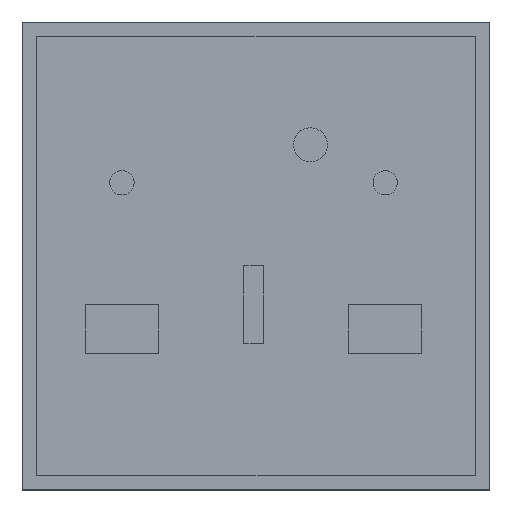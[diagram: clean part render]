
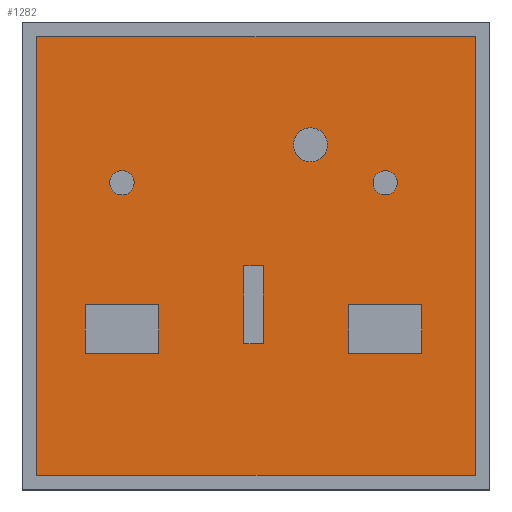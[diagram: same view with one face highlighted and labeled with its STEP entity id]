
A CAD part, top view. The second image highlights one B-rep face of the part: STEP entity #1282.
In plain terms, the highlighted planar face has unit normal (0, 0, 1).
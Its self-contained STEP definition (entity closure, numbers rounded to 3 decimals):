
#130=CARTESIAN_POINT('',(20.5,12.5,75.0));
#131=VERTEX_POINT('',#130);
#140=CARTESIAN_POINT('',(23.,15.,75.0));
#141=VERTEX_POINT('',#140);
#142=CARTESIAN_POINT('',(20.5,15.,75.0));
#143=DIRECTION('',(0.0,0.0,-1.0));
#144=DIRECTION('',(0.0,-1.0,0.0));
#145=AXIS2_PLACEMENT_3D('',#142,#143,#144);
#146=CIRCLE('',#145,2.5);
#147=EDGE_CURVE('',#141,#131,#146,.T.);
#149=CARTESIAN_POINT('',(20.5,17.5,75.0));
#150=VERTEX_POINT('',#149);
#151=CARTESIAN_POINT('',(20.5,15.,75.0));
#152=DIRECTION('',(0.0,0.0,-1.0));
#153=DIRECTION('',(0.0,-1.0,0.0));
#154=AXIS2_PLACEMENT_3D('',#151,#152,#153);
#155=CIRCLE('',#154,2.5);
#156=EDGE_CURVE('',#150,#141,#155,.T.);
#181=CARTESIAN_POINT('',(72.013,15.,75.0));
#182=VERTEX_POINT('',#181);
#191=CARTESIAN_POINT('',(74.513,12.5,75.0));
#192=VERTEX_POINT('',#191);
#193=CARTESIAN_POINT('',(74.513,15.,75.0));
#194=DIRECTION('',(0.0,0.0,-1.0));
#195=DIRECTION('',(-1.0,0.0,0.0));
#196=AXIS2_PLACEMENT_3D('',#193,#194,#195);
#197=CIRCLE('',#196,2.5);
#198=EDGE_CURVE('',#192,#182,#197,.T.);
#200=CARTESIAN_POINT('',(77.013,15.,75.0));
#201=VERTEX_POINT('',#200);
#202=CARTESIAN_POINT('',(74.513,15.,75.0));
#203=DIRECTION('',(0.0,0.0,-1.0));
#204=DIRECTION('',(-1.0,0.0,0.0));
#205=AXIS2_PLACEMENT_3D('',#202,#203,#204);
#206=CIRCLE('',#205,2.5);
#207=EDGE_CURVE('',#201,#192,#206,.T.);
#232=CARTESIAN_POINT('',(59.174,19.284,75.0));
#233=VERTEX_POINT('',#232);
#242=CARTESIAN_POINT('',(62.674,22.784,75.0));
#243=VERTEX_POINT('',#242);
#244=CARTESIAN_POINT('',(59.174,22.784,75.0));
#245=DIRECTION('',(0.0,0.0,-1.0));
#246=DIRECTION('',(0.0,-1.0,0.0));
#247=AXIS2_PLACEMENT_3D('',#244,#245,#246);
#248=CIRCLE('',#247,3.5);
#249=EDGE_CURVE('',#243,#233,#248,.T.);
#251=CARTESIAN_POINT('',(59.174,26.284,75.0));
#252=VERTEX_POINT('',#251);
#253=CARTESIAN_POINT('',(59.174,22.784,75.0));
#254=DIRECTION('',(0.0,0.0,-1.0));
#255=DIRECTION('',(0.0,-1.0,0.0));
#256=AXIS2_PLACEMENT_3D('',#253,#254,#255);
#257=CIRCLE('',#256,3.5);
#258=EDGE_CURVE('',#252,#243,#257,.T.);
#301=CARTESIAN_POINT('',(59.174,22.784,75.0));
#302=DIRECTION('',(0.0,0.0,-1.0));
#303=DIRECTION('',(0.0,-1.0,0.0));
#304=AXIS2_PLACEMENT_3D('',#301,#302,#303);
#305=CIRCLE('',#304,3.5);
#306=EDGE_CURVE('',#233,#252,#305,.T.);
#327=CARTESIAN_POINT('',(45.507,-2.,75.0));
#328=VERTEX_POINT('',#327);
#345=CARTESIAN_POINT('',(49.507,-2.,75.0));
#346=VERTEX_POINT('',#345);
#353=CARTESIAN_POINT('',(45.507,-2.,75.0));
#354=DIRECTION('',(1.0,0.0,0.0));
#355=VECTOR('',#354,4.0);
#356=LINE('',#353,#355);
#357=EDGE_CURVE('',#328,#346,#356,.T.);
#377=CARTESIAN_POINT('',(28.,-10.,75.0));
#378=VERTEX_POINT('',#377);
#385=CARTESIAN_POINT('',(13.,-10.,75.0));
#386=VERTEX_POINT('',#385);
#387=CARTESIAN_POINT('',(13.,-10.,75.0));
#388=DIRECTION('',(1.0,0.0,0.0));
#389=VECTOR('',#388,15.0);
#390=LINE('',#387,#389);
#391=EDGE_CURVE('',#386,#378,#390,.T.);
#416=CARTESIAN_POINT('',(13.,-20.,75.0));
#417=VERTEX_POINT('',#416);
#418=CARTESIAN_POINT('',(13.,-20.,75.0));
#419=DIRECTION('',(0.0,1.0,0.0));
#420=VECTOR('',#419,10.0);
#421=LINE('',#418,#420);
#422=EDGE_CURVE('',#417,#386,#421,.T.);
#447=CARTESIAN_POINT('',(28.,-20.,75.0));
#448=VERTEX_POINT('',#447);
#449=CARTESIAN_POINT('',(28.,-20.,75.0));
#450=DIRECTION('',(-1.0,0.0,0.0));
#451=VECTOR('',#450,15.0);
#452=LINE('',#449,#451);
#453=EDGE_CURVE('',#448,#417,#452,.T.);
#476=CARTESIAN_POINT('',(28.,-10.,75.0));
#477=DIRECTION('',(0.0,-1.0,0.0));
#478=VECTOR('',#477,10.0);
#479=LINE('',#476,#478);
#480=EDGE_CURVE('',#378,#448,#479,.T.);
#512=CARTESIAN_POINT('',(45.507,-18.,75.0));
#513=VERTEX_POINT('',#512);
#514=CARTESIAN_POINT('',(45.507,-18.,75.0));
#515=DIRECTION('',(0.0,1.0,0.0));
#516=VECTOR('',#515,16.0);
#517=LINE('',#514,#516);
#518=EDGE_CURVE('',#513,#328,#517,.T.);
#543=CARTESIAN_POINT('',(49.507,-18.,75.0));
#544=VERTEX_POINT('',#543);
#545=CARTESIAN_POINT('',(49.507,-18.,75.0));
#546=DIRECTION('',(-1.0,0.0,0.0));
#547=VECTOR('',#546,4.0);
#548=LINE('',#545,#547);
#549=EDGE_CURVE('',#544,#513,#548,.T.);
#572=CARTESIAN_POINT('',(49.507,-2.,75.0));
#573=DIRECTION('',(0.0,-1.0,0.0));
#574=VECTOR('',#573,16.0);
#575=LINE('',#572,#574);
#576=EDGE_CURVE('',#346,#544,#575,.T.);
#609=CARTESIAN_POINT('',(82.013,-20.,75.0));
#610=VERTEX_POINT('',#609);
#617=CARTESIAN_POINT('',(82.013,-10.,75.0));
#618=VERTEX_POINT('',#617);
#619=CARTESIAN_POINT('',(82.013,-10.,75.0));
#620=DIRECTION('',(0.0,-1.0,0.0));
#621=VECTOR('',#620,10.0);
#622=LINE('',#619,#621);
#623=EDGE_CURVE('',#618,#610,#622,.T.);
#648=CARTESIAN_POINT('',(67.013,-10.,75.0));
#649=VERTEX_POINT('',#648);
#650=CARTESIAN_POINT('',(67.013,-10.,75.0));
#651=DIRECTION('',(1.0,0.0,0.0));
#652=VECTOR('',#651,15.);
#653=LINE('',#650,#652);
#654=EDGE_CURVE('',#649,#618,#653,.T.);
#679=CARTESIAN_POINT('',(67.013,-20.,75.0));
#680=VERTEX_POINT('',#679);
#681=CARTESIAN_POINT('',(67.013,-20.,75.0));
#682=DIRECTION('',(0.0,1.0,0.0));
#683=VECTOR('',#682,10.0);
#684=LINE('',#681,#683);
#685=EDGE_CURVE('',#680,#649,#684,.T.);
#708=CARTESIAN_POINT('',(82.013,-20.,75.0));
#709=DIRECTION('',(-1.0,0.0,0.0));
#710=VECTOR('',#709,15.);
#711=LINE('',#708,#710);
#712=EDGE_CURVE('',#610,#680,#711,.T.);
#753=CARTESIAN_POINT('',(74.513,15.,75.0));
#754=DIRECTION('',(0.0,0.0,-1.0));
#755=DIRECTION('',(-1.0,0.0,0.0));
#756=AXIS2_PLACEMENT_3D('',#753,#754,#755);
#757=CIRCLE('',#756,2.5);
#758=EDGE_CURVE('',#182,#201,#757,.T.);
#797=CARTESIAN_POINT('',(20.5,15.,75.0));
#798=DIRECTION('',(0.0,0.0,-1.0));
#799=DIRECTION('',(0.0,-1.0,0.0));
#800=AXIS2_PLACEMENT_3D('',#797,#798,#799);
#801=CIRCLE('',#800,2.5);
#802=EDGE_CURVE('',#131,#150,#801,.T.);
#1147=CARTESIAN_POINT('',(93.,45.,75.0));
#1148=VERTEX_POINT('',#1147);
#1149=CARTESIAN_POINT('',(93.,-45.,75.0));
#1150=VERTEX_POINT('',#1149);
#1151=CARTESIAN_POINT('',(93.,45.,75.0));
#1152=DIRECTION('',(0.0,-1.0,0.0));
#1153=VECTOR('',#1152,90.);
#1154=LINE('',#1151,#1153);
#1155=EDGE_CURVE('',#1148,#1150,#1154,.T.);
#1178=CARTESIAN_POINT('',(3.,-45.,75.0));
#1179=VERTEX_POINT('',#1178);
#1180=CARTESIAN_POINT('',(93.,-45.,75.0));
#1181=DIRECTION('',(-1.0,0.0,0.0));
#1182=VECTOR('',#1181,90.);
#1183=LINE('',#1180,#1182);
#1184=EDGE_CURVE('',#1150,#1179,#1183,.T.);
#1202=CARTESIAN_POINT('',(3.,45.,75.0));
#1203=VERTEX_POINT('',#1202);
#1204=CARTESIAN_POINT('',(3.,-45.,75.0));
#1205=DIRECTION('',(0.0,1.0,0.0));
#1206=VECTOR('',#1205,90.);
#1207=LINE('',#1204,#1206);
#1208=EDGE_CURVE('',#1179,#1203,#1207,.T.);
#1226=CARTESIAN_POINT('',(3.,45.,75.0));
#1227=DIRECTION('',(1.0,0.0,0.0));
#1228=VECTOR('',#1227,90.);
#1229=LINE('',#1226,#1228);
#1230=EDGE_CURVE('',#1203,#1148,#1229,.T.);
#1238=CARTESIAN_POINT('',(48.,0.,75.0));
#1239=DIRECTION('',(0.0,0.0,1.0));
#1240=DIRECTION('',(1.0,0.0,0.0));
#1241=AXIS2_PLACEMENT_3D('',#1238,#1239,#1240);
#1242=PLANE('',#1241);
#1243=ORIENTED_EDGE('',*,*,#1155,.F.);
#1244=ORIENTED_EDGE('',*,*,#1230,.F.);
#1245=ORIENTED_EDGE('',*,*,#1208,.F.);
#1246=ORIENTED_EDGE('',*,*,#1184,.F.);
#1247=EDGE_LOOP('',(#1243,#1244,#1245,#1246));
#1248=FACE_OUTER_BOUND('',#1247,.T.);
#1249=ORIENTED_EDGE('',*,*,#249,.T.);
#1250=ORIENTED_EDGE('',*,*,#306,.T.);
#1251=ORIENTED_EDGE('',*,*,#258,.T.);
#1252=EDGE_LOOP('',(#1249,#1250,#1251));
#1253=FACE_BOUND('',#1252,.T.);
#1254=ORIENTED_EDGE('',*,*,#576,.T.);
#1255=ORIENTED_EDGE('',*,*,#549,.T.);
#1256=ORIENTED_EDGE('',*,*,#518,.T.);
#1257=ORIENTED_EDGE('',*,*,#357,.T.);
#1258=EDGE_LOOP('',(#1254,#1255,#1256,#1257));
#1259=FACE_BOUND('',#1258,.T.);
#1260=ORIENTED_EDGE('',*,*,#391,.T.);
#1261=ORIENTED_EDGE('',*,*,#480,.T.);
#1262=ORIENTED_EDGE('',*,*,#453,.T.);
#1263=ORIENTED_EDGE('',*,*,#422,.T.);
#1264=EDGE_LOOP('',(#1260,#1261,#1262,#1263));
#1265=FACE_BOUND('',#1264,.T.);
#1266=ORIENTED_EDGE('',*,*,#623,.T.);
#1267=ORIENTED_EDGE('',*,*,#712,.T.);
#1268=ORIENTED_EDGE('',*,*,#685,.T.);
#1269=ORIENTED_EDGE('',*,*,#654,.T.);
#1270=EDGE_LOOP('',(#1266,#1267,#1268,#1269));
#1271=FACE_BOUND('',#1270,.T.);
#1272=ORIENTED_EDGE('',*,*,#198,.T.);
#1273=ORIENTED_EDGE('',*,*,#758,.T.);
#1274=ORIENTED_EDGE('',*,*,#207,.T.);
#1275=EDGE_LOOP('',(#1272,#1273,#1274));
#1276=FACE_BOUND('',#1275,.T.);
#1277=ORIENTED_EDGE('',*,*,#147,.T.);
#1278=ORIENTED_EDGE('',*,*,#802,.T.);
#1279=ORIENTED_EDGE('',*,*,#156,.T.);
#1280=EDGE_LOOP('',(#1277,#1278,#1279));
#1281=FACE_BOUND('',#1280,.T.);
#1282=ADVANCED_FACE('',(#1248,#1253,#1259,#1265,#1271,#1276,#1281),#1242,.T.);
